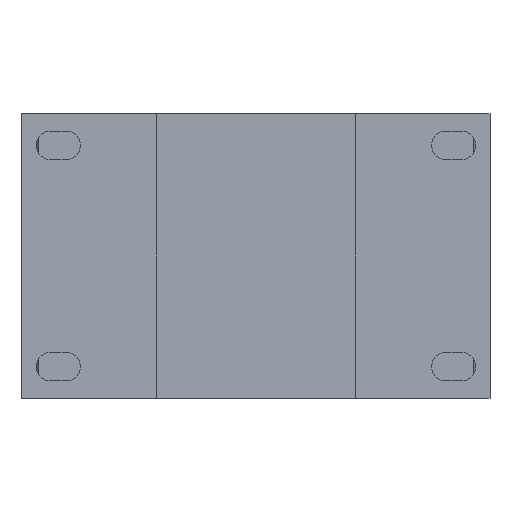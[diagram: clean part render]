
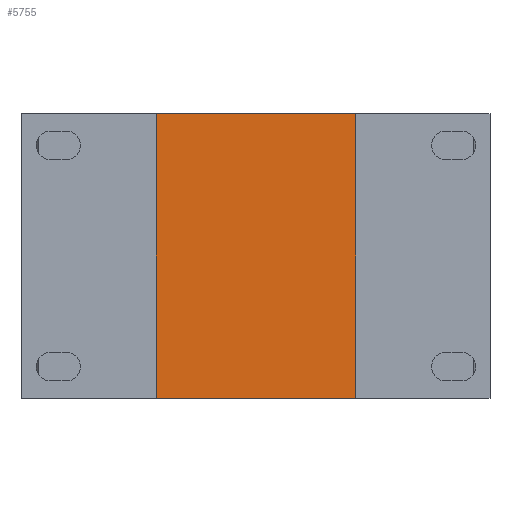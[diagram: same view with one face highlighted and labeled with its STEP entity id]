
A CAD part, front view. The second image highlights one B-rep face of the part: STEP entity #5755.
In plain terms, the highlighted planar face has unit normal (0, -1, 0).
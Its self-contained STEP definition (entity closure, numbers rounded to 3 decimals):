
#349 = ORIENTED_EDGE ( 'NONE', *, *, #5119, .T. ) ;
#350 = ORIENTED_EDGE ( 'NONE', *, *, #5108, .F. ) ;
#351 = ORIENTED_EDGE ( 'NONE', *, *, #5059, .T. ) ;
#352 = ORIENTED_EDGE ( 'NONE', *, *, #5120, .T. ) ;
#2093 = CARTESIAN_POINT ( 'NONE',  ( -811.731, -408.359, 152.714 ) ) ;
#2095 = CARTESIAN_POINT ( 'NONE',  ( -811.731, -408.359, 197.714 ) ) ;
#2096 = CARTESIAN_POINT ( 'NONE',  ( -846.331, -408.359, 197.714 ) ) ;
#2100 = CARTESIAN_POINT ( 'NONE',  ( -846.331, -408.359, 152.714 ) ) ;
#2400 = CARTESIAN_POINT ( 'NONE',  ( -829.031, -408.359, 197.714 ) ) ;
#2401 = DIRECTION ( 'NONE',  ( -1., 0., 0. ) ) ;
#2521 = CARTESIAN_POINT ( 'NONE',  ( -811.731, -408.359, 197.714 ) ) ;
#2522 = DIRECTION ( 'NONE',  ( 0., 0., -1. ) ) ;
#2544 = LINE ( 'NONE', #2400, #2545 ) ;
#2545 = VECTOR ( 'NONE', #2401, 1000. ) ;
#2625 = LINE ( 'NONE', #2521, #2626 ) ;
#2626 = VECTOR ( 'NONE', #2522, 1000. ) ;
#2645 = LINE ( 'NONE', #3062, #2646 ) ;
#2646 = VECTOR ( 'NONE', #3063, 1000. ) ;
#2647 = LINE ( 'NONE', #3064, #2648 ) ;
#2648 = VECTOR ( 'NONE', #3065, 1000. ) ;
#2762 = FACE_OUTER_BOUND ( 'NONE', #5594, .T. ) ;
#3062 = CARTESIAN_POINT ( 'NONE',  ( -829.031, -408.359, 152.714 ) ) ;
#3063 = DIRECTION ( 'NONE',  ( 1., 0., 0. ) ) ;
#3064 = CARTESIAN_POINT ( 'NONE',  ( -846.331, -408.359, 197.714 ) ) ;
#3065 = DIRECTION ( 'NONE',  ( 0., 0., -1. ) ) ;
#3222 = CARTESIAN_POINT ( 'NONE',  ( -846.331, -408.359, 197.714 ) ) ;
#3227 = PLANE ( 'NONE',  #3889 ) ;
#3232 = DIRECTION ( 'NONE',  ( 0., -1., 0. ) ) ;
#3233 = DIRECTION ( 'NONE',  ( 0., 0., -1. ) ) ;
#3889 = AXIS2_PLACEMENT_3D ( 'NONE', #3222, #3232, #3233 ) ;
#4559 = VERTEX_POINT ( 'NONE', #2093 ) ;
#4565 = VERTEX_POINT ( 'NONE', #2095 ) ;
#4566 = VERTEX_POINT ( 'NONE', #2096 ) ;
#4570 = VERTEX_POINT ( 'NONE', #2100 ) ;
#5059 = EDGE_CURVE ( 'NONE', #4565, #4566, #2544, .T. ) ;
#5108 = EDGE_CURVE ( 'NONE', #4565, #4559, #2625, .T. ) ;
#5119 = EDGE_CURVE ( 'NONE', #4570, #4559, #2645, .T. ) ;
#5120 = EDGE_CURVE ( 'NONE', #4566, #4570, #2647, .T. ) ;
#5594 = EDGE_LOOP ( 'NONE', ( #349, #350, #351, #352 ) ) ;
#5755 = ADVANCED_FACE ( 'NONE', ( #2762 ), #3227, .T. ) ;
